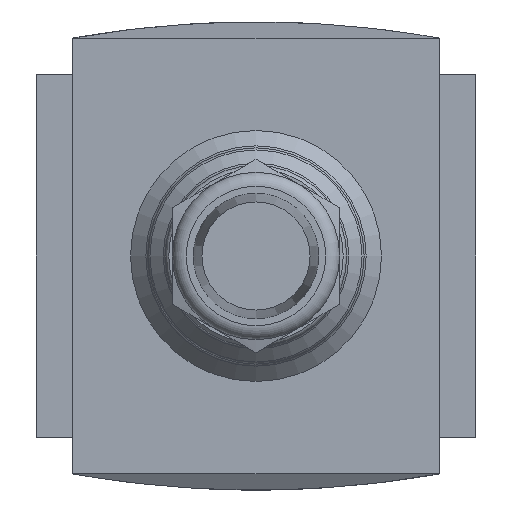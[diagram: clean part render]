
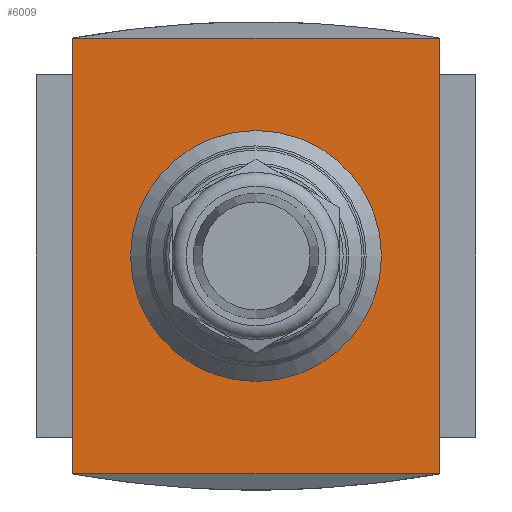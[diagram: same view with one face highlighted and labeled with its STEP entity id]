
A CAD part, front view. The second image highlights one B-rep face of the part: STEP entity #6009.
In plain terms, the highlighted planar face has unit normal (0, -1, 0).
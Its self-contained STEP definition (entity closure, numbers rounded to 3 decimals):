
#283=LINE('',#12154,#827);
#298=LINE('',#12184,#842);
#321=LINE('',#12238,#865);
#322=LINE('',#12239,#866);
#827=VECTOR('',#10159,1000.);
#842=VECTOR('',#10176,1000.);
#865=VECTOR('',#10215,1000.);
#866=VECTOR('',#10216,1000.);
#1306=PLANE('',#8946);
#1658=CIRCLE('',#8947,18.);
#2514=ORIENTED_EDGE('',*,*,#3952,.F.);
#2515=ORIENTED_EDGE('',*,*,#3910,.F.);
#2516=ORIENTED_EDGE('',*,*,#3953,.T.);
#2517=ORIENTED_EDGE('',*,*,#3925,.F.);
#2518=ORIENTED_EDGE('',*,*,#3954,.T.);
#3910=EDGE_CURVE('',#4676,#4553,#283,.T.);
#3925=EDGE_CURVE('',#4551,#4690,#298,.T.);
#3952=EDGE_CURVE('',#4712,#4712,#1658,.F.);
#3953=EDGE_CURVE('',#4676,#4690,#321,.T.);
#3954=EDGE_CURVE('',#4551,#4553,#322,.T.);
#4551=VERTEX_POINT('',#11895);
#4553=VERTEX_POINT('',#11899);
#4676=VERTEX_POINT('',#12155);
#4690=VERTEX_POINT('',#12185);
#4712=VERTEX_POINT('',#12237);
#5125=EDGE_LOOP('',(#2514));
#5126=EDGE_LOOP('',(#2515,#2516,#2517,#2518));
#5579=FACE_BOUND('',#5125,.T.);
#5580=FACE_BOUND('',#5126,.T.);
#6009=ADVANCED_FACE('',(#5579,#5580),#1306,.F.);
#8946=AXIS2_PLACEMENT_3D('',#12235,#10211,#10212);
#8947=AXIS2_PLACEMENT_3D('',#12236,#10213,#10214);
#10159=DIRECTION('',(0.,0.,1.));
#10176=DIRECTION('',(0.,0.,-1.));
#10211=DIRECTION('',(0.,1.,0.));
#10212=DIRECTION('',(0.,0.,1.));
#10213=DIRECTION('',(0.,1.,0.));
#10214=DIRECTION('',(0.,0.,1.));
#10215=DIRECTION('',(1.,0.,0.));
#10216=DIRECTION('',(-1.,0.,0.));
#11895=CARTESIAN_POINT('',(26.25,-37.5,31.25));
#11899=CARTESIAN_POINT('',(-26.25,-37.5,31.25));
#12154=CARTESIAN_POINT('',(-26.25,-37.5,-31.25));
#12155=CARTESIAN_POINT('',(-26.25,-37.5,-31.25));
#12184=CARTESIAN_POINT('',(26.25,-37.5,31.25));
#12185=CARTESIAN_POINT('',(26.25,-37.5,-31.25));
#12235=CARTESIAN_POINT('',(0.,-37.5,116.435));
#12236=CARTESIAN_POINT('',(0.,-37.5,0.));
#12237=CARTESIAN_POINT('',(0.,-37.5,18.));
#12238=CARTESIAN_POINT('',(0.,-37.5,-31.25));
#12239=CARTESIAN_POINT('',(0.,-37.5,31.25));
